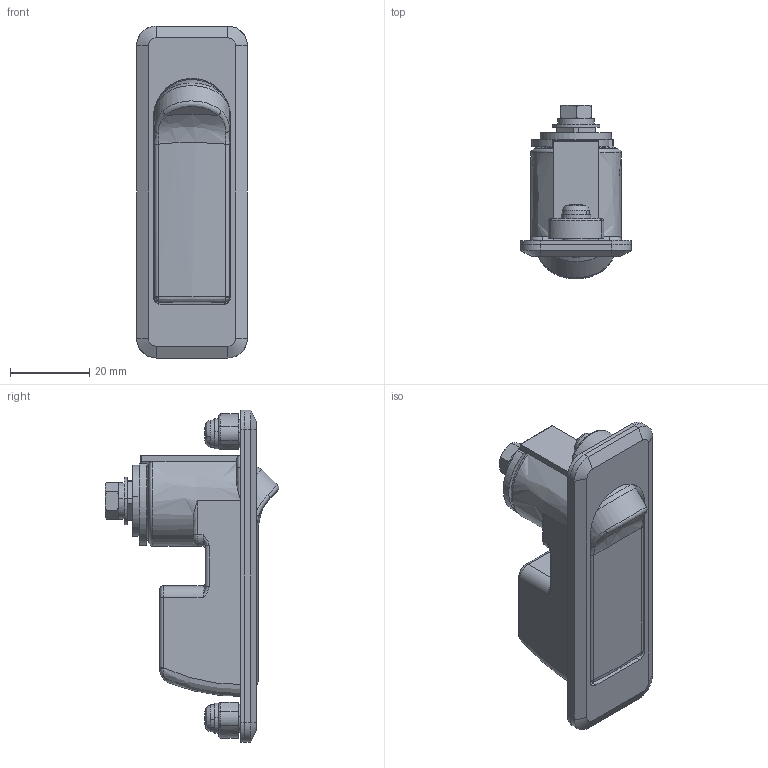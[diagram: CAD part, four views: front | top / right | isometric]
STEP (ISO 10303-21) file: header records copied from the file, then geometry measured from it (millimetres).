
FILE_DESCRIPTION((''),'2;1');
FILE_NAME('','2005-10-12T11:20:08',(''),(''),'','CADfix','');
FILE_SCHEMA(('AUTOMOTIVE_DESIGN'));
Length unit declared in the file: millimetre
Products named in the file (10): screw; bracket; washer; shaft; packing; handle; control_cam; bolt; base; THA_405D_3_23771_36
Assembly tree (11 placements, depth 2):
  THA_405D_3_23771_36
    screw  x2
    bracket  x2
    washer
    shaft
    packing
    handle
    control_cam
    bolt
    base
Bounding box: 28 x 44 x 84 mm (x, y, z)
Volume: 30074.8 mm3; surface area: 23122.8 mm2
Topology: 11 solids, 11 shells, 400 faces, 1109 edges, 737 vertices
Faces by surface type: bspline 400
Entity records: 14199 total; most frequent: CARTESIAN_POINT 8589, ORIENTED_EDGE 1914, EDGE_CURVE 957, VERTEX_POINT 640, QUASI_UNIFORM_CURVE 446, EDGE_LOOP 383, FACE_OUTER_BOUND 349, ADVANCED_FACE 349
